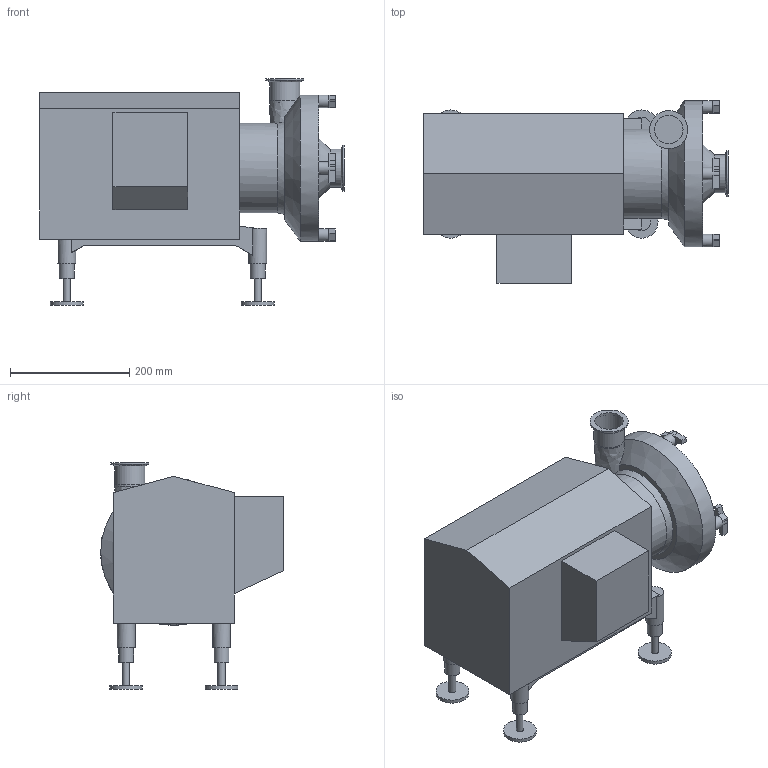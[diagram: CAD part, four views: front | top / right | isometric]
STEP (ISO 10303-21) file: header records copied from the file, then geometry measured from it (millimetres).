
FILE_DESCRIPTION(/* description */ (''),/* implementation_level */ '2;1');
FILE_NAME(/* name */ 'EZN_015-022_25X20_CXC.stp',/* time_stamp */ '2021-08-20T15:05:46+09:00',/* author */ ('m'),/* organization */ (''),/* preprocessor_version */ 'ST-DEVELOPER v18.1',/* originating_system */ 'Autodesk Inventor 2021',/* authorisation */ '');
FILE_SCHEMA (('AUTOMOTIVE_DESIGN { 1 0 10303 214 3 1 1 }'));
Length unit declared in the file: millimetre
Products named in the file (1): EZN_015-022_25X20-CXC
Bounding box: 511 x 306 x 380 mm (x, y, z)
Volume: 21032391.1 mm3; surface area: 703948.1 mm2
Topology: 1 solids, 5 shells, 165 faces, 401 edges, 259 vertices
Faces by surface type: plane 120, cylinder 32, cone 10, bspline 2, torus 1
Full cylindrical faces by diameter (mm): 10.917 x4, 12 x4, 21 x4, 25 x4, 30 x4, 47.8 x1, 50.8 x1, 55 x4, 59.5 x1, 63.5 x1, 64 x1, 77.5 x1, 150 x1, 245 x1
Entity records: 4963 total; most frequent: CARTESIAN_POINT 945, DIRECTION 836, ORIENTED_EDGE 794, EDGE_CURVE 397, AXIS2_PLACEMENT_3D 285, LINE 266, VECTOR 266, VERTEX_POINT 259
